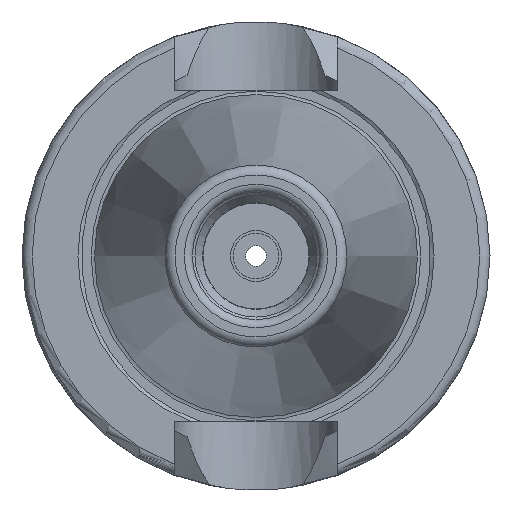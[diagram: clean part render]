
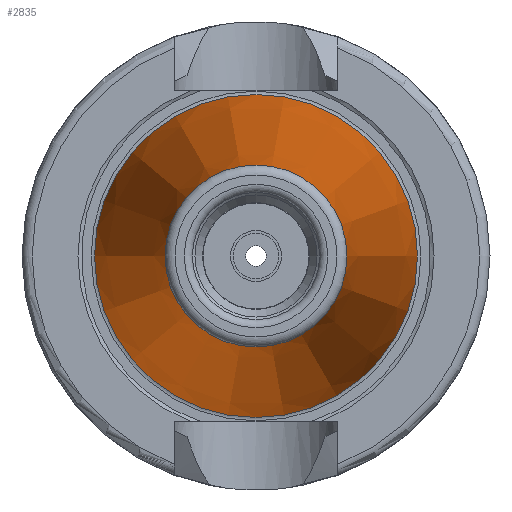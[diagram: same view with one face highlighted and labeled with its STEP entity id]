
A CAD part, left-side view. The second image highlights one B-rep face of the part: STEP entity #2835.
In plain terms, the highlighted conical face has half-angle 8.297 degrees and reference radius 12.408 mm.
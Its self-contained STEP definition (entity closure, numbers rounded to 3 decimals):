
#1271=CARTESIAN_POINT('',(0.0,15.875,0.0));
#1272=VERTEX_POINT('',#1271);
#1273=CARTESIAN_POINT('',(0.0,0.0,0.0));
#1274=DIRECTION('',(1.0,0.0,0.0));
#1275=DIRECTION('',(0.0,1.0,0.0));
#1276=AXIS2_PLACEMENT_3D('',#1273,#1274,#1275);
#1277=CIRCLE('',#1276,15.875);
#1278=EDGE_CURVE('',#1272,#1272,#1277,.T.);
#2809=CARTESIAN_POINT('',(-47.544,8.941,0.0));
#2810=VERTEX_POINT('',#2809);
#2811=CARTESIAN_POINT('',(-47.544,0.0,0.0));
#2812=DIRECTION('',(1.0,0.0,0.0));
#2813=DIRECTION('',(0.0,1.0,0.0));
#2814=AXIS2_PLACEMENT_3D('',#2811,#2812,#2813);
#2815=CIRCLE('',#2814,8.941);
#2816=EDGE_CURVE('',#2810,#2810,#2815,.T.);
#2824=CARTESIAN_POINT('',(-23.772,0.0,0.0));
#2825=DIRECTION('',(1.0,0.0,0.0));
#2826=DIRECTION('',(0.0,1.0,0.0));
#2827=AXIS2_PLACEMENT_3D('',#2824,#2825,#2826);
#2828=CONICAL_SURFACE('',#2827,12.408,8.297);
#2829=ORIENTED_EDGE('',*,*,#1278,.F.);
#2830=EDGE_LOOP('',(#2829));
#2831=FACE_OUTER_BOUND('',#2830,.T.);
#2832=ORIENTED_EDGE('',*,*,#2816,.T.);
#2833=EDGE_LOOP('',(#2832));
#2834=FACE_BOUND('',#2833,.T.);
#2835=ADVANCED_FACE('',(#2831,#2834),#2828,.T.);
